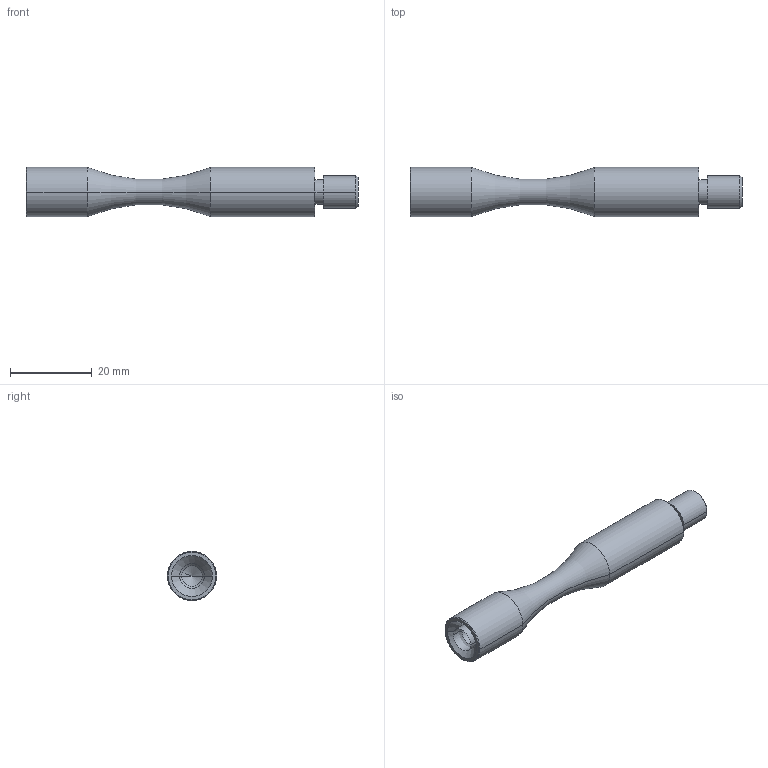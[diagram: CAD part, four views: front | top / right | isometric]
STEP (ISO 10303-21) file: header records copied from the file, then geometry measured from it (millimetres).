
FILE_DESCRIPTION((''),'2;1');
FILE_NAME('2842','2021-12-20T20:51:31',('Gogel'),('Gerresheimer Regensburg GmbH'),'CREO PARAMETRIC BY PTC INC, 2018420','CREO PARAMETRIC BY PTC INC, 2018420','');
FILE_SCHEMA(('AUTOMOTIVE_DESIGN { 1 0 10303 214 1 1 1 1 }'));
Length unit declared in the file: millimetre
Products named in the file (1): 2842
Bounding box: 81 x 12 x 12 mm (x, y, z)
Volume: 6241.6 mm3; surface area: 3323.4 mm2
Topology: 1 solids, 2 shells, 27 faces, 56 edges, 33 vertices
Faces by surface type: cylinder 12, cone 8, plane 5, torus 2
Entity records: 1085 total; most frequent: DIRECTION 168, CARTESIAN_POINT 133, ORIENTED_EDGE 104, AXIS2_PLACEMENT_3D 71, EDGE_CURVE 54, COLOUR_RGB 41, PROPERTY_DEFINITION 37, REPRESENTATION 35
